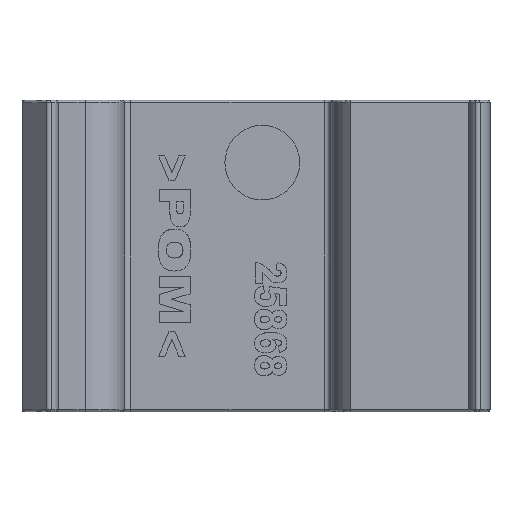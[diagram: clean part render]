
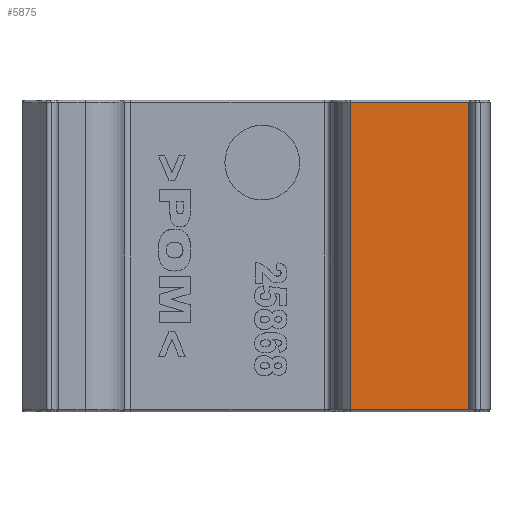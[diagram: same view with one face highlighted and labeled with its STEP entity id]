
A CAD part, left-side view. The second image highlights one B-rep face of the part: STEP entity #5875.
In plain terms, the highlighted planar face has unit normal (-1, 0, 0).
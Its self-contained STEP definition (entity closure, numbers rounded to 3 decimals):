
#154=PLANE('',#6498);
#794=FACE_OUTER_BOUND('',#1167,.T.);
#1167=EDGE_LOOP('',(#4833,#4834,#4835,#4836));
#1614=LINE('',#9177,#2031);
#1699=LINE('',#9985,#2116);
#1755=LINE('',#10369,#2172);
#1756=LINE('',#10371,#2173);
#2031=VECTOR('',#6882,10.);
#2116=VECTOR('',#7621,10.);
#2172=VECTOR('',#7707,10.);
#2173=VECTOR('',#7710,10.);
#2476=VERTEX_POINT('',#9175);
#2477=VERTEX_POINT('',#9176);
#2595=VERTEX_POINT('',#9655);
#2664=VERTEX_POINT('',#9978);
#3093=EDGE_CURVE('',#2476,#2477,#1614,.T.);
#3405=EDGE_CURVE('',#2664,#2595,#1699,.T.);
#3517=EDGE_CURVE('',#2476,#2595,#1755,.T.);
#3518=EDGE_CURVE('',#2477,#2664,#1756,.T.);
#4833=ORIENTED_EDGE('',*,*,#3093,.F.);
#4834=ORIENTED_EDGE('',*,*,#3517,.T.);
#4835=ORIENTED_EDGE('',*,*,#3405,.F.);
#4836=ORIENTED_EDGE('',*,*,#3518,.F.);
#5875=ADVANCED_FACE('',(#794),#154,.T.);
#6498=AXIS2_PLACEMENT_3D('',#10370,#7708,#7709);
#6882=DIRECTION('',(0.,-1.,0.));
#7621=DIRECTION('',(0.,1.,0.));
#7707=DIRECTION('',(0.,0.,-1.));
#7708=DIRECTION('center_axis',(-1.,0.,0.));
#7709=DIRECTION('ref_axis',(0.,-1.,0.));
#7710=DIRECTION('',(0.,0.,-1.));
#9175=CARTESIAN_POINT('',(0.,10.537,12.3));
#9176=CARTESIAN_POINT('',(0.,0.945,12.3));
#9177=CARTESIAN_POINT('',(0.,14.892,12.3));
#9655=CARTESIAN_POINT('',(0.,10.537,-12.3));
#9978=CARTESIAN_POINT('',(0.,0.945,-12.3));
#9985=CARTESIAN_POINT('',(0.,14.892,-12.3));
#10369=CARTESIAN_POINT('',(0.,10.537,0.));
#10370=CARTESIAN_POINT('Origin',(0.,10.537,
0.));
#10371=CARTESIAN_POINT('',(0.,0.945,0.));
